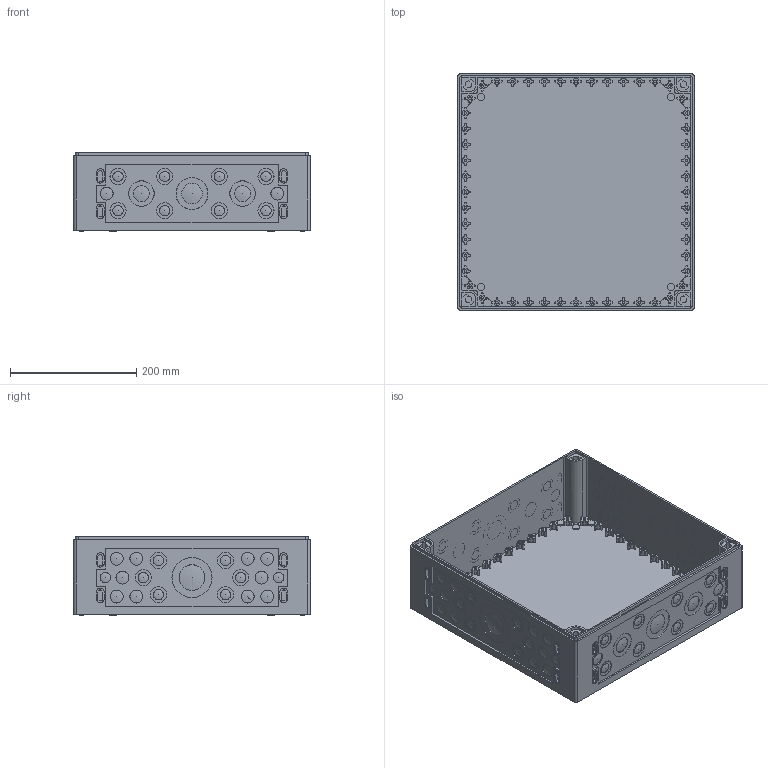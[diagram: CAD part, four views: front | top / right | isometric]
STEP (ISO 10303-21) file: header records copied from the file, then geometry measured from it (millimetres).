
FILE_DESCRIPTION( ( 'STEP AP214' ), '1' );
FILE_NAME( 'u_ci44e.stp', '2021-07-01T08:12:45', ( 'License CC BY-ND 4.0' ), ( 'CADENAS' ), ' ', 'PARTsolutions', ' ' );
FILE_SCHEMA( ( 'AUTOMOTIVE_DESIGN { 1 0 10303 214 1 1 1 1 }' ) );
Length unit declared in the file: millimetre
Products named in the file (1): _069642
Bounding box: 375 x 375 x 125 mm (x, y, z)
Volume: 1431388.7 mm3; surface area: 688702 mm2
Topology: 1 solids, 1 shells, 1508 faces, 3850 edges, 2546 vertices
Faces by surface type: plane 820, cylinder 522, cone 98, bspline 64, sphere 4
Full cylindrical faces by diameter (mm): 4.1 x52, 6 x8, 9.5 x4, 10.12 x4, 12 x8, 32.3 x2
Entity records: 57600 total; most frequent: CARTESIAN_POINT 9273, DIRECTION 7710, ORIENTED_EDGE 7032, EDGE_CURVE 3516, AXIS2_PLACEMENT_3D 2749, VERTEX_POINT 2520, LINE 2212, VECTOR 2212
